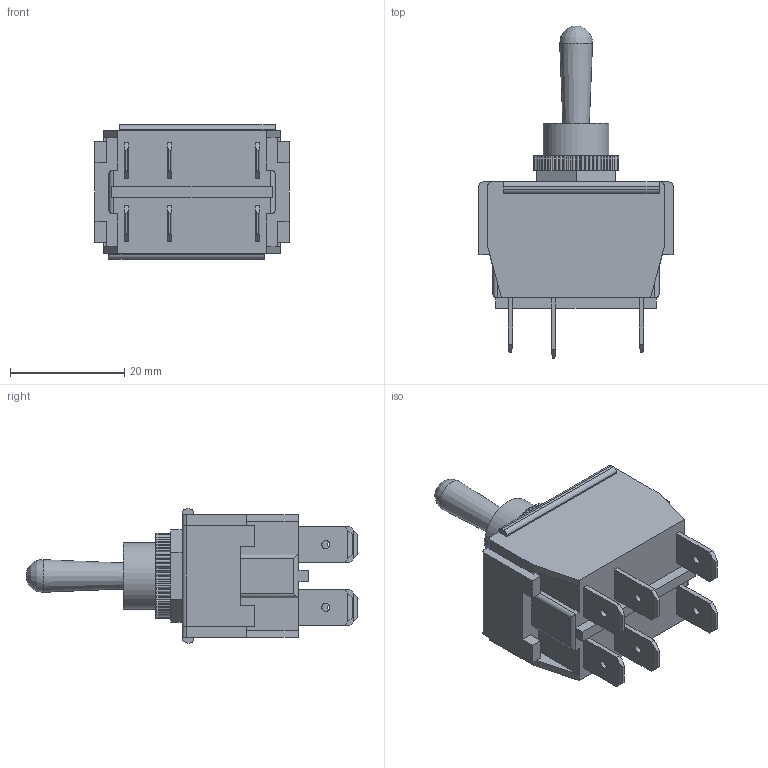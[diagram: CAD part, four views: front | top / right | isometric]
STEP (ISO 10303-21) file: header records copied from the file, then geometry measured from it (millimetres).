
FILE_DESCRIPTION(/* description */ (''),/* implementation_level */ '2;1');
FILE_NAME(/* name */ 'GTS448M101AHR Model.stp',/* time_stamp */ '2023-02-21T14:28:22-05:00',/* author */ ('dwiltbank'),/* organization */ (''),/* preprocessor_version */ 'ST-DEVELOPER v18.1',/* originating_system */ 'Autodesk Inventor 2022',/* authorisation */ '');
FILE_SCHEMA (('AUTOMOTIVE_DESIGN { 1 0 10303 214 3 1 1 }'));
Length unit declared in the file: inch
Products named in the file (1): GTS448M101AHR_3D Model_Simplify_1
Bounding box: 34.01 x 58.09 x 23.47 mm (x, y, z)
Volume: 15175.9 mm3; surface area: 6368.8 mm2
Topology: 1 solids, 1 shells, 471 faces, 1267 edges, 810 vertices
Faces by surface type: plane 371, cylinder 98, bspline 1, cone 1
Full cylindrical faces by diameter (mm): 1.397 x6, 4.572 x1, 7.925 x1, 11.735 x1
Entity records: 15145 total; most frequent: CARTESIAN_POINT 2614, ORIENTED_EDGE 2532, DIRECTION 2433, EDGE_CURVE 1266, LINE 1037, VECTOR 1037, VERTEX_POINT 810, AXIS2_PLACEMENT_3D 698
